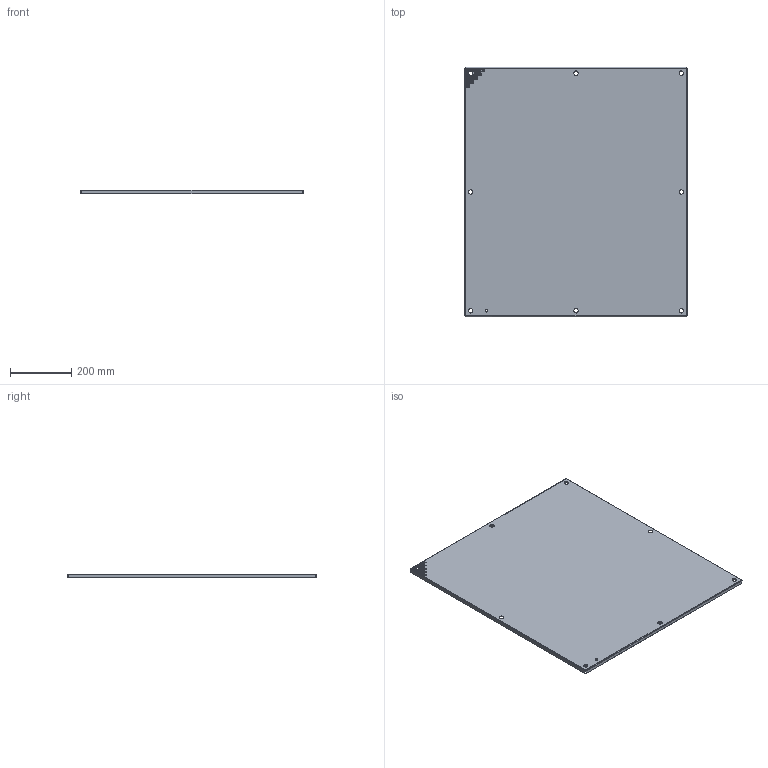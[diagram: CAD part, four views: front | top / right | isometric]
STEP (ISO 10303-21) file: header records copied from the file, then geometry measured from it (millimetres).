
FILE_DESCRIPTION (( 'STEP AP214' ), '1' );
FILE_NAME ('N1P3036PP.STEP', '2022-09-22T14:03:11', ( '' ), ( '' ), 'SwSTEP 2.0', 'SolidWorks 2021', '' );
FILE_SCHEMA (( 'AUTOMOTIVE_DESIGN' ));
Length unit declared in the file: inch
Products named in the file (1): N1P3036PP
Bounding box: 723.9 x 812.8 x 12.7 mm (x, y, z)
Volume: 1160195.8 mm3; surface area: 1242228.9 mm2
Topology: 1 solids, 1 shells, 166 faces, 460 edges, 296 vertices
Faces by surface type: cylinder 136, plane 22, bspline 8
Entity records: 6167 total; most frequent: CARTESIAN_POINT 1446, DIRECTION 1018, ORIENTED_EDGE 920, EDGE_CURVE 460, AXIS2_PLACEMENT_3D 415, VERTEX_POINT 296, EDGE_LOOP 294, CIRCLE 256
